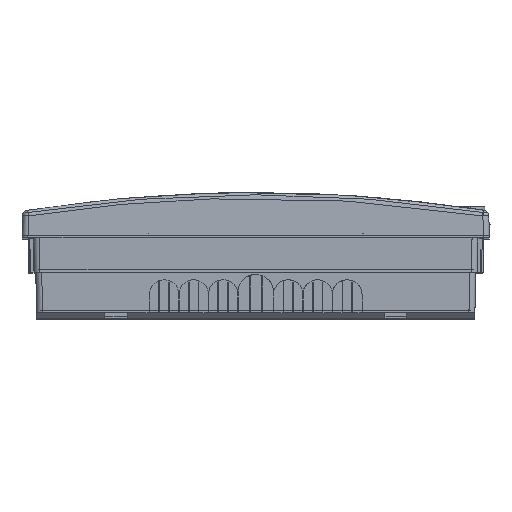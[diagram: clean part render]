
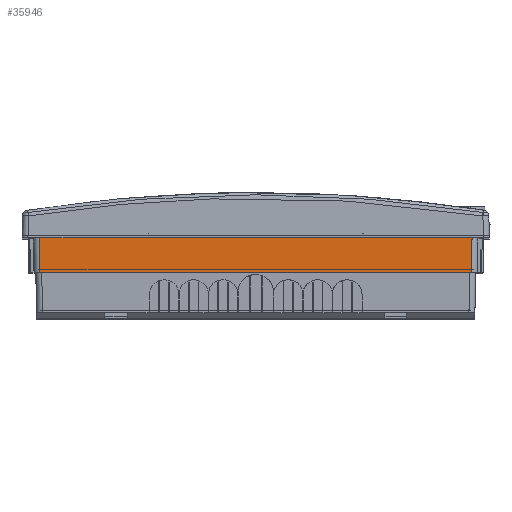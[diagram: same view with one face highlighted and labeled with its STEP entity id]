
A CAD part, top view. The second image highlights one B-rep face of the part: STEP entity #35946.
In plain terms, the highlighted planar face has unit normal (0, -0.018, 1).
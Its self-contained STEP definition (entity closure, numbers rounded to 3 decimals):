
#19239=CARTESIAN_POINT('',(-180.988,38.8,249.792));
#20519=CARTESIAN_POINT('',(181.491,67.6,250.295));
#20537=DIRECTION('',(-1.,0.,0.));
#20538=VECTOR('',#20537,361.976);
#20539=CARTESIAN_POINT('',(180.988,38.8,249.792));
#20540=LINE('',#20539,#20538);
#20544=DIRECTION('',(-0.017,1.,0.017));
#20545=VECTOR('',#20544,28.809);
#20546=CARTESIAN_POINT('',(-180.988,38.8,249.792));
#20547=LINE('',#20546,#20545);
#20551=DIRECTION('',(1.,0.,0.));
#20552=VECTOR('',#20551,362.982);
#20553=CARTESIAN_POINT('',(-181.491,67.6,250.295));
#20554=LINE('',#20553,#20552);
#20558=DIRECTION('',(-0.017,-1.,-0.017));
#20559=VECTOR('',#20558,28.809);
#20560=CARTESIAN_POINT('',(181.491,67.6,250.295));
#20561=LINE('',#20560,#20559);
#32471=VERTEX_POINT('',#19239);
#32472=CARTESIAN_POINT('',(180.988,38.8,249.792));
#32473=VERTEX_POINT('',#32472);
#32576=VERTEX_POINT('',#20519);
#32577=CARTESIAN_POINT('',(-181.491,67.6,250.295));
#32578=VERTEX_POINT('',#32577);
#35934=CARTESIAN_POINT('',(0.,67.6,250.295));
#35935=DIRECTION('',(0.,-0.017,1.));
#35936=DIRECTION('',(0.,-1.,-0.017));
#35937=AXIS2_PLACEMENT_3D('',#35934,#35935,#35936);
#35938=PLANE('',#35937);
#35939=ORIENTED_EDGE('',*,*,#34914,.T.);
#35941=ORIENTED_EDGE('',*,*,#35940,.T.);
#35942=ORIENTED_EDGE('',*,*,#35076,.T.);
#35943=ORIENTED_EDGE('',*,*,#35922,.T.);
#35944=EDGE_LOOP('',(#35939,#35941,#35942,#35943));
#35945=FACE_OUTER_BOUND('',#35944,.F.);
#34914=EDGE_CURVE('',#32473,#32471,#20540,.T.);
#35076=EDGE_CURVE('',#32578,#32576,#20554,.T.);
#35922=EDGE_CURVE('',#32576,#32473,#20561,.T.);
#35940=EDGE_CURVE('',#32471,#32578,#20547,.T.);
#35946=ADVANCED_FACE('',(#35945),#35938,.T.);
